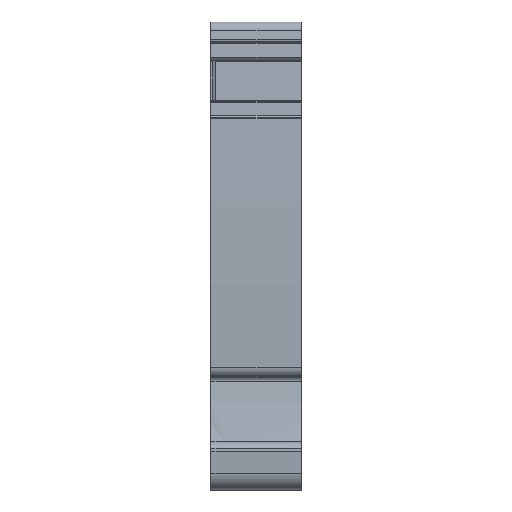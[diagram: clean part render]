
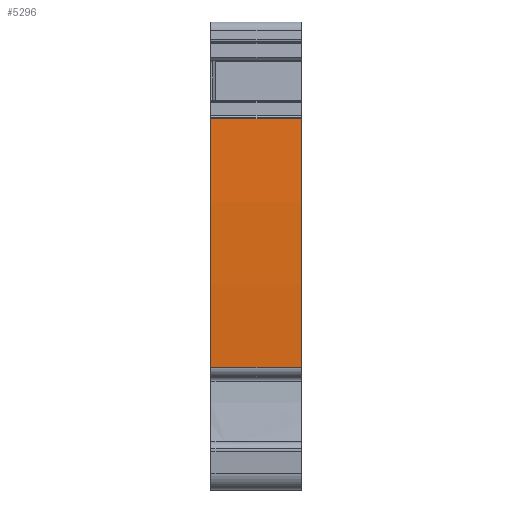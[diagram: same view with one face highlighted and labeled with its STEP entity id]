
A CAD part, front view. The second image highlights one B-rep face of the part: STEP entity #5296.
In plain terms, the highlighted cylindrical face has radius 230.64 mm (diameter 461.28 mm), a partial arc.
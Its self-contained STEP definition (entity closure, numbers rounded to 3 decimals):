
#936=AXIS2_PLACEMENT_3D('Circle Axis2P3D',#934,#935,$) ;
#4444=AXIS2_PLACEMENT_3D('Cylinder Axis2P3D',#4441,#4442,#4443) ;
#5280=AXIS2_PLACEMENT_3D('Circle Axis2P3D',#5278,#5279,$) ;
#931=CARTESIAN_POINT('Vertex',(10.,1.798,40.814)) ;
#934=CARTESIAN_POINT('Axis2P3D Location',(10.,231.898,25.05)) ;
#938=CARTESIAN_POINT('Vertex',(10.,1.55,13.45)) ;
#4441=CARTESIAN_POINT('Axis2P3D Location',(5.,231.898,25.05)) ;
#5263=CARTESIAN_POINT('Vertex',(0.,1.798,40.814)) ;
#5266=CARTESIAN_POINT('Line Origine',(5.,1.798,40.814)) ;
#5278=CARTESIAN_POINT('Axis2P3D Location',(0.,231.898,25.05)) ;
#5282=CARTESIAN_POINT('Vertex',(0.,1.55,13.45)) ;
#5285=CARTESIAN_POINT('Line Origine',(5.,1.55,13.45)) ;
#935=DIRECTION('Axis2P3D Direction',(1.,0.,0.)) ;
#4442=DIRECTION('Axis2P3D Direction',(1.,0.,0.)) ;
#4443=DIRECTION('Axis2P3D XDirection',(0.,-0.994,0.111)) ;
#5267=DIRECTION('Vector Direction',(1.,0.,0.)) ;
#5279=DIRECTION('Axis2P3D Direction',(1.,0.,0.)) ;
#5286=DIRECTION('Vector Direction',(1.,0.,0.)) ;
#5268=VECTOR('Line Direction',#5267,1.) ;
#5287=VECTOR('Line Direction',#5286,1.) ;
#5291=ORIENTED_EDGE('',*,*,#5270,.T.) ;
#5292=ORIENTED_EDGE('',*,*,#5284,.T.) ;
#5293=ORIENTED_EDGE('',*,*,#5289,.F.) ;
#5294=ORIENTED_EDGE('',*,*,#940,.F.) ;
#5296=ADVANCED_FACE('V1',(#5295),#4445,.T.) ;
#937=CIRCLE('generated circle',#936,230.64) ;
#5281=CIRCLE('generated circle',#5280,230.64) ;
#4445=CYLINDRICAL_SURFACE('generated cylinder',#4444,230.64) ;
#940=EDGE_CURVE('',#932,#939,#937,.T.) ;
#5270=EDGE_CURVE('',#932,#5264,#5269,.F.) ;
#5284=EDGE_CURVE('',#5264,#5283,#5281,.T.) ;
#5289=EDGE_CURVE('',#939,#5283,#5288,.F.) ;
#5290=EDGE_LOOP('',(#5291,#5292,#5293,#5294)) ;
#5295=FACE_OUTER_BOUND('',#5290,.T.) ;
#5269=LINE('Line',#5266,#5268) ;
#5288=LINE('Line',#5285,#5287) ;
#932=VERTEX_POINT('',#931) ;
#939=VERTEX_POINT('',#938) ;
#5264=VERTEX_POINT('',#5263) ;
#5283=VERTEX_POINT('',#5282) ;
